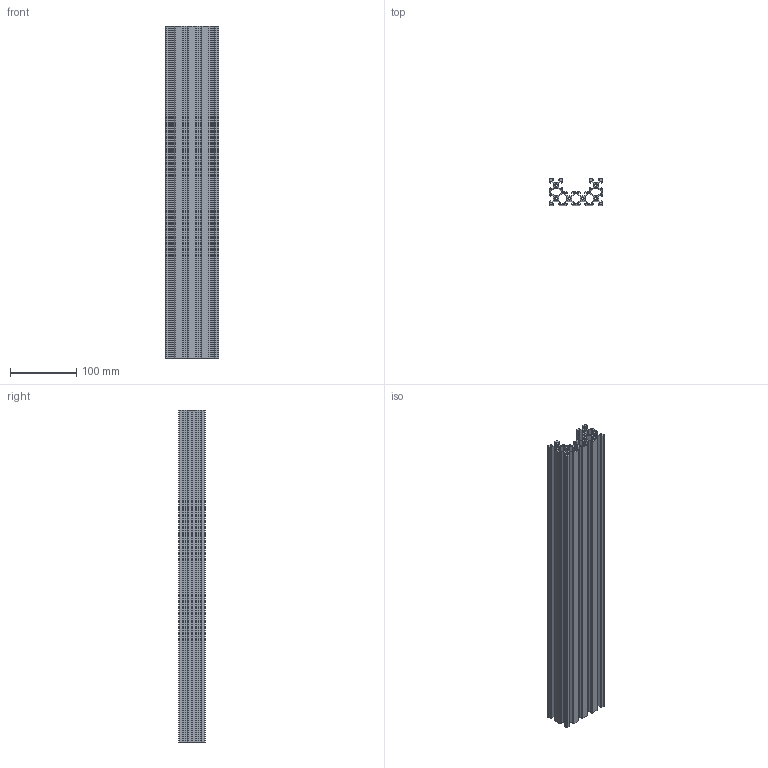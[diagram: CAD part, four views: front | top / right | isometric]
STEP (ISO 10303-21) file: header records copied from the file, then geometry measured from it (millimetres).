
FILE_DESCRIPTION(/* description */ (''),/* implementation_level */ '2;1');
FILE_NAME(/* name */ 'BOAL-C-Beam-Extrusion.step',/* time_stamp */ '2019-11-26T20:43:19+00:00',/* author */ (''),/* organization */ (''),/* preprocessor_version */ 'ST-DEVELOPER v18',/* originating_system */ 'Autodesk Translation Framework v8.12.0.6',/* authorisation */ '');
FILE_SCHEMA (('AUTOMOTIVE_DESIGN { 1 0 10303 214 3 1 1 }'));
Length unit declared in the file: millimetre
Products named in the file (1): BOAL-C-Beam-Extrusion
Bounding box: 80 x 40 x 500 mm (x, y, z)
Volume: 408636 mm3; surface area: 414925.7 mm2
Topology: 1 solids, 1 shells, 412 faces, 1230 edges, 820 vertices
Faces by surface type: plane 328, cylinder 84
Full cylindrical faces by diameter (mm): 4.2 x6
Entity records: 13799 total; most frequent: CARTESIAN_POINT 2463, ORIENTED_EDGE 2460, DIRECTION 2224, EDGE_CURVE 1230, LINE 1062, VECTOR 1062, VERTEX_POINT 820, AXIS2_PLACEMENT_3D 581
